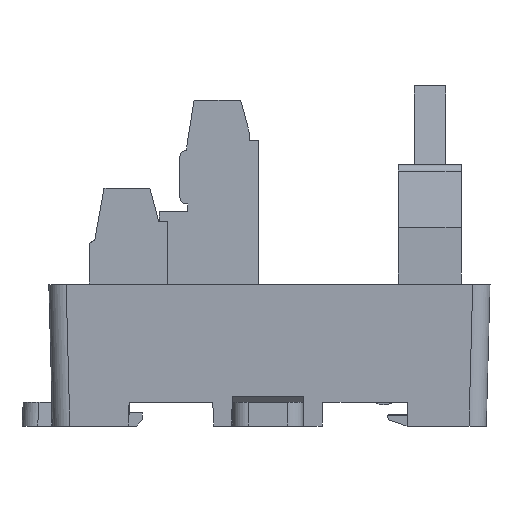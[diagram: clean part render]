
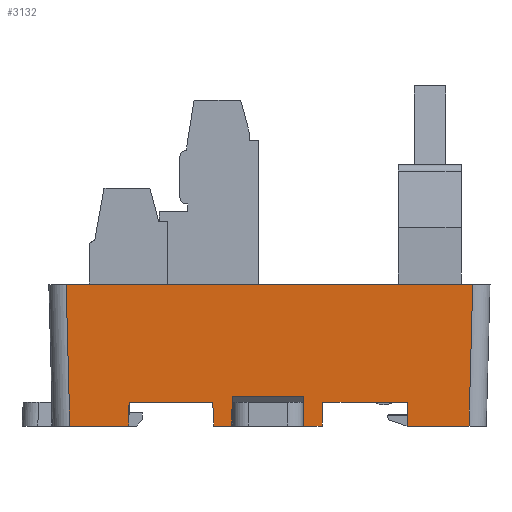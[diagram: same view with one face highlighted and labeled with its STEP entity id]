
A CAD part, left-side view. The second image highlights one B-rep face of the part: STEP entity #3132.
In plain terms, the highlighted planar face has unit normal (-1, 0, -0.026).
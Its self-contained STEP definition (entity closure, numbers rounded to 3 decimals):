
#1905=FACE_OUTER_BOUND('',#6052,.T.);
#3132=ADVANCED_FACE('',(#1905),#4396,.T.);
#4396=PLANE('',#25339);
#6052=EDGE_LOOP('',(#8655,#8656,#8657,#8658,#8659,#8660,#8661,#8662,#8663,
#8664,#8665,#8666,#8667,#8668,#8669,#8670));
#8655=ORIENTED_EDGE('',*,*,#16911,.T.);
#8656=ORIENTED_EDGE('',*,*,#17168,.F.);
#8657=ORIENTED_EDGE('',*,*,#17169,.T.);
#8658=ORIENTED_EDGE('',*,*,#17170,.F.);
#8659=ORIENTED_EDGE('',*,*,#17171,.T.);
#8660=ORIENTED_EDGE('',*,*,#17172,.F.);
#8661=ORIENTED_EDGE('',*,*,#17173,.T.);
#8662=ORIENTED_EDGE('',*,*,#17174,.T.);
#8663=ORIENTED_EDGE('',*,*,#16897,.T.);
#8664=ORIENTED_EDGE('',*,*,#17163,.T.);
#8665=ORIENTED_EDGE('',*,*,#17092,.T.);
#8666=ORIENTED_EDGE('',*,*,#17166,.T.);
#8667=ORIENTED_EDGE('',*,*,#17070,.F.);
#8668=ORIENTED_EDGE('',*,*,#17167,.T.);
#8669=ORIENTED_EDGE('',*,*,#17088,.T.);
#8670=ORIENTED_EDGE('',*,*,#17105,.F.);
#14565=VERTEX_POINT('',#34380);
#14566=VERTEX_POINT('',#34382);
#14579=VERTEX_POINT('',#34408);
#14580=VERTEX_POINT('',#34410);
#14694=VERTEX_POINT('',#34726);
#14695=VERTEX_POINT('',#34727);
#14705=VERTEX_POINT('',#34756);
#14706=VERTEX_POINT('',#34758);
#14709=VERTEX_POINT('',#34765);
#14710=VERTEX_POINT('',#34767);
#14747=VERTEX_POINT('',#34921);
#14748=VERTEX_POINT('',#34923);
#14749=VERTEX_POINT('',#34925);
#14750=VERTEX_POINT('',#34927);
#14751=VERTEX_POINT('',#34929);
#14752=VERTEX_POINT('',#34931);
#16897=EDGE_CURVE('',#14566,#14565,#20157,.T.);
#16911=EDGE_CURVE('',#14580,#14579,#20169,.T.);
#17070=EDGE_CURVE('',#14694,#14695,#20323,.T.);
#17088=EDGE_CURVE('',#14706,#14705,#20337,.T.);
#17092=EDGE_CURVE('',#14710,#14709,#20339,.T.);
#17105=EDGE_CURVE('',#14580,#14705,#20351,.T.);
#17163=EDGE_CURVE('',#14565,#14710,#20405,.T.);
#17166=EDGE_CURVE('',#14709,#14695,#20408,.T.);
#17167=EDGE_CURVE('',#14694,#14706,#20409,.T.);
#17168=EDGE_CURVE('',#14747,#14579,#20410,.T.);
#17169=EDGE_CURVE('',#14747,#14748,#20411,.T.);
#17170=EDGE_CURVE('',#14749,#14748,#20412,.T.);
#17171=EDGE_CURVE('',#14749,#14750,#20413,.T.);
#17172=EDGE_CURVE('',#14751,#14750,#20414,.T.);
#17173=EDGE_CURVE('',#14751,#14752,#20415,.T.);
#17174=EDGE_CURVE('',#14752,#14566,#20416,.T.);
#20157=LINE('',#34381,#22904);
#20169=LINE('',#34409,#22916);
#20323=LINE('',#34725,#23070);
#20337=LINE('',#34757,#23084);
#20339=LINE('',#34766,#23086);
#20351=LINE('',#34791,#23098);
#20405=LINE('',#34909,#23152);
#20408=LINE('',#34914,#23155);
#20409=LINE('',#34918,#23156);
#20410=LINE('',#34920,#23157);
#20411=LINE('',#34922,#23158);
#20412=LINE('',#34924,#23159);
#20413=LINE('',#34926,#23160);
#20414=LINE('',#34928,#23161);
#20415=LINE('',#34930,#23162);
#20416=LINE('',#34932,#23163);
#22904=VECTOR('',#27612,1.);
#22916=VECTOR('',#27628,1.);
#23070=VECTOR('',#27878,1.);
#23084=VECTOR('',#27904,1.);
#23086=VECTOR('',#27912,1.);
#23098=VECTOR('',#27932,1.);
#23152=VECTOR('',#28058,1.);
#23155=VECTOR('',#28065,1.);
#23156=VECTOR('',#28072,1.);
#23157=VECTOR('',#28075,1.);
#23158=VECTOR('',#28076,1.);
#23159=VECTOR('',#28077,1.);
#23160=VECTOR('',#28078,1.);
#23161=VECTOR('',#28079,1.);
#23162=VECTOR('',#28080,1.);
#23163=VECTOR('',#28081,1.);
#25339=AXIS2_PLACEMENT_3D('',#34933,#28082,#28083);
#27612=DIRECTION('',(0.,-1.,0.));
#27628=DIRECTION('',(0.,-1.,0.));
#27878=DIRECTION('',(0.,-1.,0.));
#27904=DIRECTION('',(0.,-1.,0.));
#27912=DIRECTION('',(0.,-1.,0.));
#27932=DIRECTION('',(0.026,0.017,-1.));
#28058=DIRECTION('',(0.026,-0.017,-1.));
#28065=DIRECTION('',(-0.026,-0.026,0.999));
#28072=DIRECTION('',(0.026,-0.026,-0.999));
#28075=DIRECTION('',(-0.026,0.035,0.999));
#28076=DIRECTION('',(0.,-1.,0.));
#28077=DIRECTION('',(0.026,0.009,-1.));
#28078=DIRECTION('',(0.,-1.,0.));
#28079=DIRECTION('',(-0.026,0.009,1.));
#28080=DIRECTION('',(0.,-1.,0.));
#28081=DIRECTION('',(-0.026,-0.035,0.999));
#28082=DIRECTION('',(-1.,0.,-0.026));
#28083=DIRECTION('',(0.026,0.,-1.));
#34380=CARTESIAN_POINT('',(-464.557,-17.314,-13.25));
#34381=CARTESIAN_POINT('',(-464.557,0.436,-13.25));
#34382=CARTESIAN_POINT('',(-464.557,-6.564,-13.25));
#34408=CARTESIAN_POINT('',(-464.557,7.436,-13.25));
#34409=CARTESIAN_POINT('',(-464.557,0.436,-13.25));
#34410=CARTESIAN_POINT('',(-464.557,18.086,-13.25));
#34725=CARTESIAN_POINT('',(-464.95,-0.064,1.75));
#34726=CARTESIAN_POINT('',(-464.95,26.087,1.75));
#34727=CARTESIAN_POINT('',(-464.95,-25.615,1.75));
#34756=CARTESIAN_POINT('',(-464.479,18.138,-16.25));
#34757=CARTESIAN_POINT('',(-464.479,0.436,-16.25));
#34758=CARTESIAN_POINT('',(-464.479,25.616,-16.25));
#34765=CARTESIAN_POINT('',(-464.479,-25.143,-16.25));
#34766=CARTESIAN_POINT('',(-464.479,-0.064,-16.25));
#34767=CARTESIAN_POINT('',(-464.479,-17.366,-16.25));
#34791=CARTESIAN_POINT('',(-464.526,18.107,-14.454));
#34909=CARTESIAN_POINT('',(-464.958,-17.047,2.044));
#34914=CARTESIAN_POINT('',(-464.933,-25.597,1.09));
#34918=CARTESIAN_POINT('',(-464.933,26.07,1.09));
#34920=CARTESIAN_POINT('',(-464.526,7.394,-14.452));
#34921=CARTESIAN_POINT('',(-464.479,7.331,-16.25));
#34922=CARTESIAN_POINT('',(-464.479,0.436,-16.25));
#34923=CARTESIAN_POINT('',(-464.479,5.012,-16.25));
#34924=CARTESIAN_POINT('',(-464.951,4.855,1.79));
#34925=CARTESIAN_POINT('',(-464.576,4.98,-12.524));
#34926=CARTESIAN_POINT('',(-464.576,-209.009,-12.524));
#34927=CARTESIAN_POINT('',(-464.576,-4.108,-12.524));
#34928=CARTESIAN_POINT('',(-464.951,-3.983,1.782));
#34929=CARTESIAN_POINT('',(-464.479,-4.14,-16.25));
#34930=CARTESIAN_POINT('',(-464.479,0.436,-16.25));
#34931=CARTESIAN_POINT('',(-464.479,-6.459,-16.25));
#34932=CARTESIAN_POINT('',(-464.944,-7.079,1.503));
#34933=CARTESIAN_POINT('',(-464.95,-0.064,1.747));
